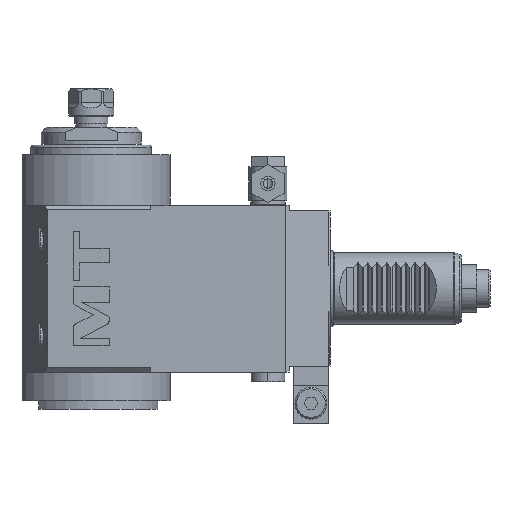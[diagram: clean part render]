
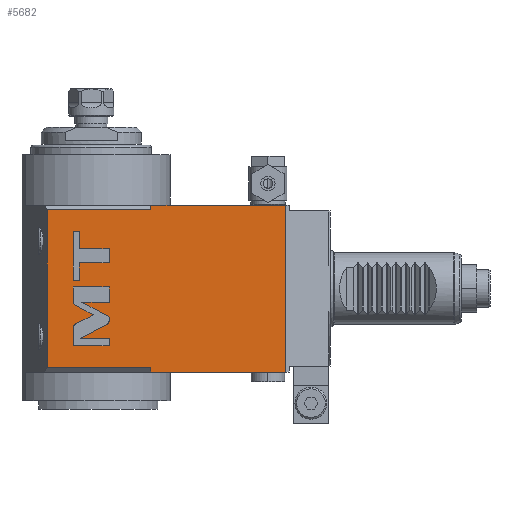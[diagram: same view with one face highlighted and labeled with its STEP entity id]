
A CAD part, front view. The second image highlights one B-rep face of the part: STEP entity #5682.
In plain terms, the highlighted planar face has unit normal (0, -1, 0).
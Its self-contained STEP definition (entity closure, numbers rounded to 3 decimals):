
#180=DIRECTION('',(1.,0.,0.));
#181=VECTOR('',#180,56.34);
#182=CARTESIAN_POINT('',(-75.,-37.5,35.));
#183=LINE('',#182,#181);
#198=DIRECTION('',(1.,0.,0.));
#199=VECTOR('',#198,43.508);
#200=CARTESIAN_POINT('',(-118.508,-37.5,33.));
#201=LINE('',#200,#199);
#210=DIRECTION('',(0.,0.,-1.));
#211=VECTOR('',#210,2.);
#212=CARTESIAN_POINT('',(-75.,-37.5,-33.));
#213=LINE('',#212,#211);
#214=DIRECTION('',(0.,0.,-1.));
#215=VECTOR('',#214,66.);
#216=CARTESIAN_POINT('',(-118.508,-37.5,33.));
#217=LINE('',#216,#215);
#218=DIRECTION('',(0.,0.,-1.));
#219=VECTOR('',#218,2.);
#220=CARTESIAN_POINT('',(-75.,-37.5,35.));
#221=LINE('',#220,#219);
#222=CARTESIAN_POINT('',(-106.523,-37.5,-14.827));
#223=CARTESIAN_POINT('',(-107.126,-37.5,-15.139));
#224=CARTESIAN_POINT('',(-107.5,-37.5,-15.754));
#225=CARTESIAN_POINT('',(-107.5,-37.5,-16.432));
#227=DIRECTION('',(0.,0.,-1.));
#228=VECTOR('',#227,7.541);
#229=CARTESIAN_POINT('',(-107.5,-37.5,-16.432));
#230=LINE('',#229,#228);
#231=DIRECTION('',(1.,0.,0.));
#232=VECTOR('',#231,15.);
#233=CARTESIAN_POINT('',(-107.5,-37.5,-23.973));
#234=LINE('',#233,#232);
#235=DIRECTION('',(0.,0.,1.));
#236=VECTOR('',#235,3.12);
#237=CARTESIAN_POINT('',(-92.5,-37.5,-23.973));
#238=LINE('',#237,#236);
#239=DIRECTION('',(-1.,0.,0.));
#240=VECTOR('',#239,12.152);
#241=CARTESIAN_POINT('',(-92.5,-37.5,-20.853));
#242=LINE('',#241,#240);
#243=DIRECTION('',(0.888,0.,0.459));
#244=VECTOR('',#243,12.58);
#245=CARTESIAN_POINT('',(-104.652,-37.5,-20.853));
#246=LINE('',#245,#244);
#247=CARTESIAN_POINT('',(-93.477,-37.5,-15.075));
#248=CARTESIAN_POINT('',(-92.874,-37.5,-14.763));
#249=CARTESIAN_POINT('',(-92.5,-37.5,-14.147));
#250=CARTESIAN_POINT('',(-92.5,-37.5,-13.469));
#252=DIRECTION('',(0.,0.,1.));
#253=VECTOR('',#252,1.565);
#254=CARTESIAN_POINT('',(-92.5,-37.5,-13.469));
#255=LINE('',#254,#253);
#256=DIRECTION('',(-0.877,0.,0.481));
#257=VECTOR('',#256,13.015);
#258=CARTESIAN_POINT('',(-92.5,-37.5,-11.904));
#259=LINE('',#258,#257);
#260=DIRECTION('',(1.,0.,0.));
#261=VECTOR('',#260,11.409);
#262=CARTESIAN_POINT('',(-103.909,-37.5,-5.641));
#263=LINE('',#262,#261);
#264=DIRECTION('',(0.,0.,1.));
#265=VECTOR('',#264,6.312);
#266=CARTESIAN_POINT('',(-92.5,-37.5,-5.641));
#267=LINE('',#266,#265);
#268=DIRECTION('',(-1.,0.,0.));
#269=VECTOR('',#268,15.);
#270=CARTESIAN_POINT('',(-92.5,-37.5,0.671));
#271=LINE('',#270,#269);
#272=DIRECTION('',(0.,0.,-1.));
#273=VECTOR('',#272,7.116);
#274=CARTESIAN_POINT('',(-107.5,-37.5,0.671));
#275=LINE('',#274,#273);
#276=DIRECTION('',(0.877,0.,-0.481));
#277=VECTOR('',#276,9.511);
#278=CARTESIAN_POINT('',(-107.5,-37.5,-6.445));
#279=LINE('',#278,#277);
#280=DIRECTION('',(-0.888,0.,-0.459));
#281=VECTOR('',#280,8.286);
#282=CARTESIAN_POINT('',(-99.163,-37.5,-11.022));
#283=LINE('',#282,#281);
#284=DIRECTION('',(1.,0.,0.));
#285=VECTOR('',#284,12.446);
#286=CARTESIAN_POINT('',(-104.946,-37.5,10.759));
#287=LINE('',#286,#285);
#288=DIRECTION('',(0.,0.,1.));
#289=VECTOR('',#288,5.942);
#290=CARTESIAN_POINT('',(-92.5,-37.5,10.759));
#291=LINE('',#290,#289);
#292=DIRECTION('',(-1.,0.,0.));
#293=VECTOR('',#292,12.446);
#294=CARTESIAN_POINT('',(-92.5,-37.5,16.701));
#295=LINE('',#294,#293);
#296=DIRECTION('',(0.,0.,1.));
#297=VECTOR('',#296,7.272);
#298=CARTESIAN_POINT('',(-104.946,-37.5,16.701));
#299=LINE('',#298,#297);
#300=DIRECTION('',(-1.,0.,0.));
#301=VECTOR('',#300,2.554);
#302=CARTESIAN_POINT('',(-104.946,-37.5,23.973));
#303=LINE('',#302,#301);
#304=DIRECTION('',(0.,0.,-1.));
#305=VECTOR('',#304,20.486);
#306=CARTESIAN_POINT('',(-107.5,-37.5,23.973));
#307=LINE('',#306,#305);
#308=DIRECTION('',(1.,0.,0.));
#309=VECTOR('',#308,2.554);
#310=CARTESIAN_POINT('',(-107.5,-37.5,3.487));
#311=LINE('',#310,#309);
#312=DIRECTION('',(0.,0.,1.));
#313=VECTOR('',#312,7.272);
#314=CARTESIAN_POINT('',(-104.946,-37.5,3.487));
#315=LINE('',#314,#313);
#328=DIRECTION('',(1.,0.,0.));
#329=VECTOR('',#328,43.508);
#330=CARTESIAN_POINT('',(-118.508,-37.5,-33.));
#331=LINE('',#330,#329);
#345=DIRECTION('',(1.,0.,0.));
#346=VECTOR('',#345,56.34);
#347=CARTESIAN_POINT('',(-75.,-37.5,-35.));
#348=LINE('',#347,#346);
#1869=DIRECTION('',(0.,0.,-1.));
#1870=VECTOR('',#1869,70.);
#1871=CARTESIAN_POINT('',(-18.66,-37.5,35.));
#1872=LINE('',#1871,#1870);
#4612=CARTESIAN_POINT('',(-75.,-37.5,35.));
#4613=CARTESIAN_POINT('',(-18.66,-37.5,35.));
#4614=VERTEX_POINT('',#4612);
#4615=VERTEX_POINT('',#4613);
#4620=CARTESIAN_POINT('',(-75.,-37.5,-35.));
#4621=CARTESIAN_POINT('',(-18.66,-37.5,-35.));
#4622=VERTEX_POINT('',#4620);
#4623=VERTEX_POINT('',#4621);
#4700=CARTESIAN_POINT('',(-118.508,-37.5,33.));
#4701=CARTESIAN_POINT('',(-118.508,-37.5,-33.));
#4702=VERTEX_POINT('',#4700);
#4703=VERTEX_POINT('',#4701);
#4732=CARTESIAN_POINT('',(-75.,-37.5,33.));
#4734=VERTEX_POINT('',#4732);
#4744=CARTESIAN_POINT('',(-75.,-37.5,-33.));
#4746=VERTEX_POINT('',#4744);
#5287=CARTESIAN_POINT('',(-106.523,-37.5,-14.827));
#5288=VERTEX_POINT('',#5287);
#5289=CARTESIAN_POINT('',(-107.5,-37.5,-16.432));
#5290=VERTEX_POINT('',#5289);
#5291=CARTESIAN_POINT('',(-107.5,-37.5,-23.973));
#5292=VERTEX_POINT('',#5291);
#5293=CARTESIAN_POINT('',(-92.5,-37.5,-23.973));
#5294=VERTEX_POINT('',#5293);
#5295=CARTESIAN_POINT('',(-92.5,-37.5,-20.853));
#5296=VERTEX_POINT('',#5295);
#5297=CARTESIAN_POINT('',(-104.652,-37.5,-20.853));
#5298=VERTEX_POINT('',#5297);
#5299=CARTESIAN_POINT('',(-93.477,-37.5,-15.075));
#5300=VERTEX_POINT('',#5299);
#5301=CARTESIAN_POINT('',(-92.5,-37.5,-13.469));
#5302=VERTEX_POINT('',#5301);
#5303=CARTESIAN_POINT('',(-92.5,-37.5,-11.904));
#5304=VERTEX_POINT('',#5303);
#5305=CARTESIAN_POINT('',(-103.909,-37.5,-5.641));
#5306=VERTEX_POINT('',#5305);
#5307=CARTESIAN_POINT('',(-92.5,-37.5,-5.641));
#5308=VERTEX_POINT('',#5307);
#5309=CARTESIAN_POINT('',(-92.5,-37.5,0.671));
#5310=VERTEX_POINT('',#5309);
#5311=CARTESIAN_POINT('',(-107.5,-37.5,0.671));
#5312=VERTEX_POINT('',#5311);
#5313=CARTESIAN_POINT('',(-107.5,-37.5,-6.445));
#5314=VERTEX_POINT('',#5313);
#5315=CARTESIAN_POINT('',(-99.163,-37.5,-11.022));
#5316=VERTEX_POINT('',#5315);
#5317=CARTESIAN_POINT('',(-104.946,-37.5,10.759));
#5318=VERTEX_POINT('',#5317);
#5319=CARTESIAN_POINT('',(-92.5,-37.5,10.759));
#5320=VERTEX_POINT('',#5319);
#5321=CARTESIAN_POINT('',(-92.5,-37.5,16.701));
#5322=VERTEX_POINT('',#5321);
#5323=CARTESIAN_POINT('',(-104.946,-37.5,16.701));
#5324=VERTEX_POINT('',#5323);
#5325=CARTESIAN_POINT('',(-104.946,-37.5,23.973));
#5326=VERTEX_POINT('',#5325);
#5327=CARTESIAN_POINT('',(-107.5,-37.5,23.973));
#5328=VERTEX_POINT('',#5327);
#5329=CARTESIAN_POINT('',(-107.5,-37.5,3.487));
#5330=VERTEX_POINT('',#5329);
#5331=CARTESIAN_POINT('',(-104.946,-37.5,3.487));
#5332=VERTEX_POINT('',#5331);
#5612=CARTESIAN_POINT('',(-75.,-37.5,35.));
#5613=DIRECTION('',(0.,-1.,0.));
#5614=DIRECTION('',(1.,0.,0.));
#5615=AXIS2_PLACEMENT_3D('',#5612,#5613,#5614);
#5616=PLANE('',#5615);
#5618=ORIENTED_EDGE('',*,*,#5617,.F.);
#5620=ORIENTED_EDGE('',*,*,#5619,.F.);
#5622=ORIENTED_EDGE('',*,*,#5621,.F.);
#5623=ORIENTED_EDGE('',*,*,#5604,.T.);
#5624=ORIENTED_EDGE('',*,*,#5593,.F.);
#5625=ORIENTED_EDGE('',*,*,#5574,.T.);
#5627=ORIENTED_EDGE('',*,*,#5626,.T.);
#5629=ORIENTED_EDGE('',*,*,#5628,.F.);
#5630=EDGE_LOOP('',(#5618,#5620,#5622,#5623,#5624,#5625,#5627,#5629));
#5631=FACE_OUTER_BOUND('',#5630,.F.);
#5633=ORIENTED_EDGE('',*,*,#5632,.T.);
#5635=ORIENTED_EDGE('',*,*,#5634,.T.);
#5637=ORIENTED_EDGE('',*,*,#5636,.T.);
#5639=ORIENTED_EDGE('',*,*,#5638,.T.);
#5641=ORIENTED_EDGE('',*,*,#5640,.T.);
#5643=ORIENTED_EDGE('',*,*,#5642,.T.);
#5645=ORIENTED_EDGE('',*,*,#5644,.T.);
#5647=ORIENTED_EDGE('',*,*,#5646,.T.);
#5649=ORIENTED_EDGE('',*,*,#5648,.T.);
#5651=ORIENTED_EDGE('',*,*,#5650,.T.);
#5653=ORIENTED_EDGE('',*,*,#5652,.T.);
#5655=ORIENTED_EDGE('',*,*,#5654,.T.);
#5657=ORIENTED_EDGE('',*,*,#5656,.T.);
#5659=ORIENTED_EDGE('',*,*,#5658,.T.);
#5661=ORIENTED_EDGE('',*,*,#5660,.T.);
#5662=EDGE_LOOP('',(#5633,#5635,#5637,#5639,#5641,#5643,#5645,#5647,#5649,#5651,
#5653,#5655,#5657,#5659,#5661));
#5663=FACE_BOUND('',#5662,.F.);
#5665=ORIENTED_EDGE('',*,*,#5664,.T.);
#5667=ORIENTED_EDGE('',*,*,#5666,.T.);
#5669=ORIENTED_EDGE('',*,*,#5668,.T.);
#5671=ORIENTED_EDGE('',*,*,#5670,.T.);
#5673=ORIENTED_EDGE('',*,*,#5672,.T.);
#5675=ORIENTED_EDGE('',*,*,#5674,.T.);
#5677=ORIENTED_EDGE('',*,*,#5676,.T.);
#5679=ORIENTED_EDGE('',*,*,#5678,.T.);
#5680=EDGE_LOOP('',(#5665,#5667,#5669,#5671,#5673,#5675,#5677,#5679));
#5681=FACE_BOUND('',#5680,.F.);
#5682=ADVANCED_FACE('',(#5631,#5663,#5681),#5616,.T.);
#226=B_SPLINE_CURVE_WITH_KNOTS('',3,(#222,#223,#224,#225),.UNSPECIFIED.,.F.,.F.,
(4,4),(0.,1.),.UNSPECIFIED.);
#251=B_SPLINE_CURVE_WITH_KNOTS('',3,(#247,#248,#249,#250),.UNSPECIFIED.,.F.,.F.,
(4,4),(0.,1.),.UNSPECIFIED.);
#5574=EDGE_CURVE('',#4614,#4615,#183,.T.);
#5593=EDGE_CURVE('',#4614,#4734,#221,.T.);
#5604=EDGE_CURVE('',#4702,#4734,#201,.T.);
#5617=EDGE_CURVE('',#4746,#4622,#213,.T.);
#5619=EDGE_CURVE('',#4703,#4746,#331,.T.);
#5621=EDGE_CURVE('',#4702,#4703,#217,.T.);
#5626=EDGE_CURVE('',#4615,#4623,#1872,.T.);
#5628=EDGE_CURVE('',#4622,#4623,#348,.T.);
#5632=EDGE_CURVE('',#5288,#5290,#226,.T.);
#5634=EDGE_CURVE('',#5290,#5292,#230,.T.);
#5636=EDGE_CURVE('',#5292,#5294,#234,.T.);
#5638=EDGE_CURVE('',#5294,#5296,#238,.T.);
#5640=EDGE_CURVE('',#5296,#5298,#242,.T.);
#5642=EDGE_CURVE('',#5298,#5300,#246,.T.);
#5644=EDGE_CURVE('',#5300,#5302,#251,.T.);
#5646=EDGE_CURVE('',#5302,#5304,#255,.T.);
#5648=EDGE_CURVE('',#5304,#5306,#259,.T.);
#5650=EDGE_CURVE('',#5306,#5308,#263,.T.);
#5652=EDGE_CURVE('',#5308,#5310,#267,.T.);
#5654=EDGE_CURVE('',#5310,#5312,#271,.T.);
#5656=EDGE_CURVE('',#5312,#5314,#275,.T.);
#5658=EDGE_CURVE('',#5314,#5316,#279,.T.);
#5660=EDGE_CURVE('',#5316,#5288,#283,.T.);
#5664=EDGE_CURVE('',#5318,#5320,#287,.T.);
#5666=EDGE_CURVE('',#5320,#5322,#291,.T.);
#5668=EDGE_CURVE('',#5322,#5324,#295,.T.);
#5670=EDGE_CURVE('',#5324,#5326,#299,.T.);
#5672=EDGE_CURVE('',#5326,#5328,#303,.T.);
#5674=EDGE_CURVE('',#5328,#5330,#307,.T.);
#5676=EDGE_CURVE('',#5330,#5332,#311,.T.);
#5678=EDGE_CURVE('',#5332,#5318,#315,.T.);
